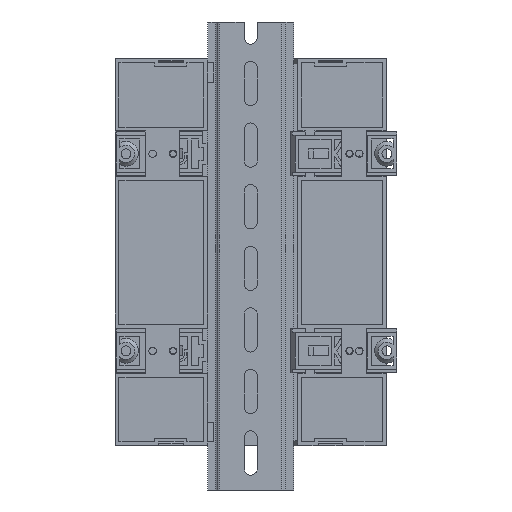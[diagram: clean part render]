
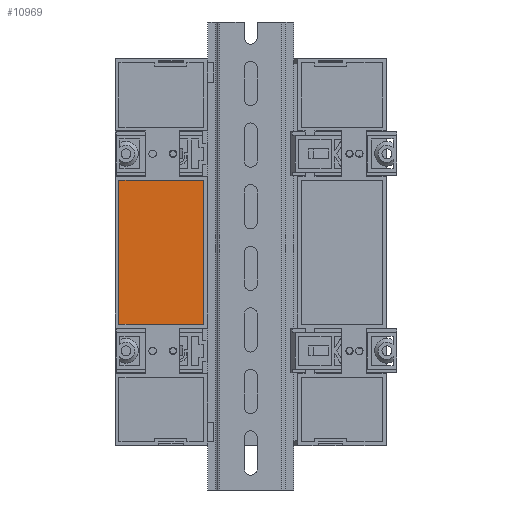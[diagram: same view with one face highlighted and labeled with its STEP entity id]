
A CAD part, front view. The second image highlights one B-rep face of the part: STEP entity #10969.
In plain terms, the highlighted face is planar.
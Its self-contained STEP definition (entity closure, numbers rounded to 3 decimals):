
#1270 = CARTESIAN_POINT ( 'NONE',  ( 29.25, 1.5, -53.5 ) ) ;
#3805 = ORIENTED_EDGE ( 'NONE', *, *, #18484, .T. ) ;
#4079 = EDGE_CURVE ( 'NONE', #34562, #21667, #46755, .T. ) ;
#4125 = DIRECTION ( 'NONE',  ( 1., 0., 0. ) ) ;
#6064 = DIRECTION ( 'NONE',  ( 0., 0., 1. ) ) ;
#6596 = CARTESIAN_POINT ( 'NONE',  ( -29.25, 1.5, -19. ) ) ;
#6977 = EDGE_LOOP ( 'NONE', ( #3805, #30909, #26664, #44449 ) ) ;
#8245 = EDGE_CURVE ( 'NONE', #21667, #12669, #26362, .T. ) ;
#10969 = ADVANCED_FACE ( 'NONE', ( #26136 ), #29324, .F. ) ;
#11843 = VECTOR ( 'NONE', #4125, 1000. ) ;
#12669 = VERTEX_POINT ( 'NONE', #17571 ) ;
#15121 = VECTOR ( 'NONE', #50227, 1000. ) ;
#15443 = VECTOR ( 'NONE', #30006, 1000. ) ;
#16652 = CARTESIAN_POINT ( 'NONE',  ( 29.25, 1.5, -53.5 ) ) ;
#16742 = DIRECTION ( 'NONE',  ( 0., 0., -1. ) ) ;
#17571 = CARTESIAN_POINT ( 'NONE',  ( -29.25, 1.5, -53.5 ) ) ;
#17866 = AXIS2_PLACEMENT_3D ( 'NONE', #29148, #45264, #16742 ) ;
#18484 = EDGE_CURVE ( 'NONE', #35331, #34562, #35670, .T. ) ;
#18714 = EDGE_CURVE ( 'NONE', #12669, #35331, #41446, .T. ) ;
#21323 = CARTESIAN_POINT ( 'NONE',  ( 29.25, 1.5, -19. ) ) ;
#21667 = VERTEX_POINT ( 'NONE', #16652 ) ;
#26136 = FACE_OUTER_BOUND ( 'NONE', #6977, .T. ) ;
#26362 = LINE ( 'NONE', #1270, #15443 ) ;
#26664 = ORIENTED_EDGE ( 'NONE', *, *, #8245, .T. ) ;
#29048 = CARTESIAN_POINT ( 'NONE',  ( 29.25, 1.5, -19. ) ) ;
#29148 = CARTESIAN_POINT ( 'NONE',  ( -29.25, 1.5, -19. ) ) ;
#29324 = PLANE ( 'NONE',  #17866 ) ;
#30006 = DIRECTION ( 'NONE',  ( -1., 0., 0. ) ) ;
#30909 = ORIENTED_EDGE ( 'NONE', *, *, #4079, .T. ) ;
#32821 = CARTESIAN_POINT ( 'NONE',  ( 29.25, 1.5, -19. ) ) ;
#34562 = VERTEX_POINT ( 'NONE', #32821 ) ;
#35331 = VERTEX_POINT ( 'NONE', #52233 ) ;
#35670 = LINE ( 'NONE', #29048, #11843 ) ;
#41446 = LINE ( 'NONE', #6596, #51821 ) ;
#44449 = ORIENTED_EDGE ( 'NONE', *, *, #18714, .T. ) ;
#45264 = DIRECTION ( 'NONE',  ( 0., -1., 0. ) ) ;
#46755 = LINE ( 'NONE', #21323, #15121 ) ;
#50227 = DIRECTION ( 'NONE',  ( 0., 0., -1. ) ) ;
#51821 = VECTOR ( 'NONE', #6064, 1000. ) ;
#52233 = CARTESIAN_POINT ( 'NONE',  ( -29.25, 1.5, -19. ) ) ;
